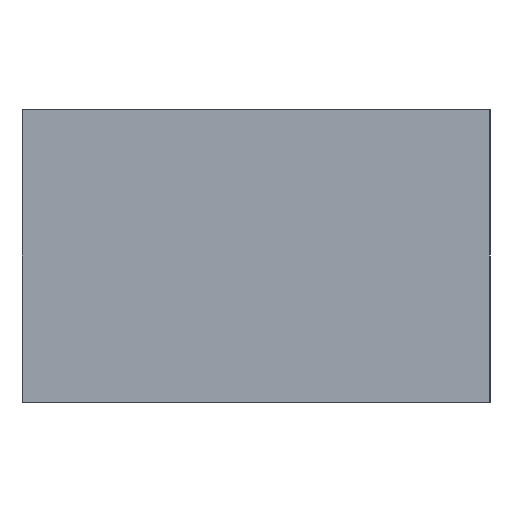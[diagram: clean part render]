
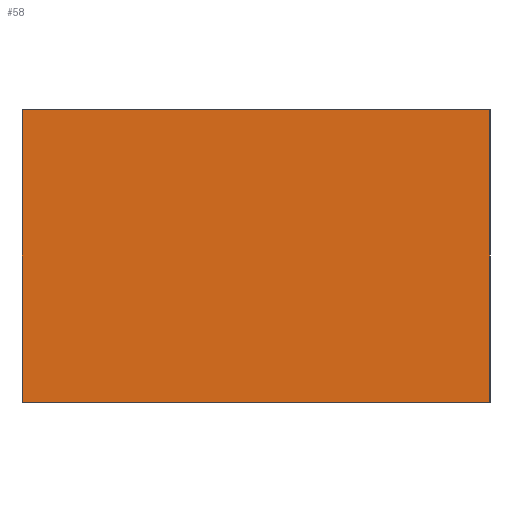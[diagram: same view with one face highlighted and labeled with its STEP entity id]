
A CAD part, left-side view. The second image highlights one B-rep face of the part: STEP entity #58.
In plain terms, the highlighted planar face has unit normal (-1, 0, 0).
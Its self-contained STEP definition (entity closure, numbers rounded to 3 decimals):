
#58=ADVANCED_FACE('',(#161),#163,.T.);
#161=FACE_BOUND('',#162,.T.);
#162=EDGE_LOOP('',(#298,#299,#300,#301));
#163=PLANE('',#164);
#164=AXIS2_PLACEMENT_3D('',#165,#166,#167);
#165=CARTESIAN_POINT('',(-50.,8.,0.));
#166=DIRECTION('',(-1.,0.,0.));
#167=DIRECTION('',(0.,-1.,0.));
#298=ORIENTED_EDGE('',*,*,#360,.T.);
#299=ORIENTED_EDGE('',*,*,#381,.T.);
#300=ORIENTED_EDGE('',*,*,#387,.F.);
#301=ORIENTED_EDGE('',*,*,#376,.F.);
#360=EDGE_CURVE('',#419,#423,#425,.T.);
#376=EDGE_CURVE('',#419,#455,#456,.T.);
#381=EDGE_CURVE('',#423,#461,#463,.T.);
#387=EDGE_CURVE('',#455,#461,#471,.T.);
#419=VERTEX_POINT('',#528);
#423=VERTEX_POINT('',#536);
#425=LINE('',#540,#541);
#455=VERTEX_POINT('',#605);
#456=LINE('',#606,#607);
#461=VERTEX_POINT('',#619);
#463=LINE('',#623,#624);
#471=LINE('',#643,#644);
#528=CARTESIAN_POINT('',(-50.,8.,0.));
#536=CARTESIAN_POINT('',(-50.,-8.,0.));
#540=CARTESIAN_POINT('',(-50.,8.,0.));
#541=VECTOR('',#542,1.);
#542=DIRECTION('',(0.,-1.,0.));
#605=CARTESIAN_POINT('',(-50.,8.,10.));
#606=CARTESIAN_POINT('',(-50.,8.,0.));
#607=VECTOR('',#608,1.);
#608=DIRECTION('',(0.,0.,1.));
#619=CARTESIAN_POINT('',(-50.,-8.,10.));
#623=CARTESIAN_POINT('',(-50.,-8.,0.));
#624=VECTOR('',#625,1.);
#625=DIRECTION('',(0.,0.,1.));
#643=CARTESIAN_POINT('',(-50.,8.,10.));
#644=VECTOR('',#645,1.);
#645=DIRECTION('',(0.,-1.,0.));
